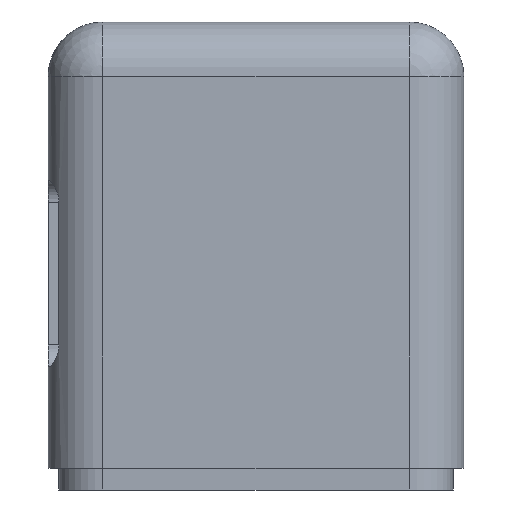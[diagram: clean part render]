
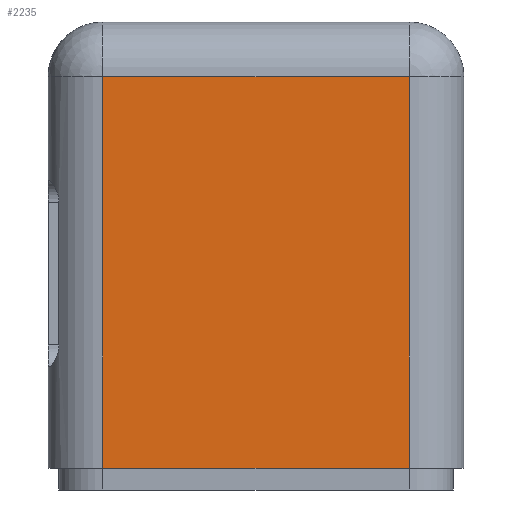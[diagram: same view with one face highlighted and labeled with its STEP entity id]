
A CAD part, front view. The second image highlights one B-rep face of the part: STEP entity #2235.
In plain terms, the highlighted planar face has unit normal (0, -1, 0).
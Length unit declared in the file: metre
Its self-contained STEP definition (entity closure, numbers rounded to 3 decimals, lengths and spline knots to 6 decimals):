
#397=ORIENTED_EDGE('',*,*,#956,.T.);
#398=ORIENTED_EDGE('',*,*,#997,.T.);
#399=ORIENTED_EDGE('',*,*,#999,.F.);
#400=ORIENTED_EDGE('',*,*,#1000,.T.);
#956=EDGE_CURVE('',#1266,#1267,#1452,.T.);
#997=EDGE_CURVE('',#1267,#1287,#1481,.F.);
#999=EDGE_CURVE('',#1288,#1287,#1483,.T.);
#1000=EDGE_CURVE('',#1288,#1266,#1484,.F.);
#1266=VERTEX_POINT('',#3409);
#1267=VERTEX_POINT('',#3413);
#1287=VERTEX_POINT('',#3499);
#1288=VERTEX_POINT('',#3504);
#1452=LINE('',#3414,#1691);
#1481=LINE('',#3500,#1720);
#1483=LINE('',#3503,#1722);
#1484=LINE('',#3505,#1723);
#1691=VECTOR('',#2732,1.);
#1720=VECTOR('',#2805,1.);
#1722=VECTOR('',#2809,1.);
#1723=VECTOR('',#2810,1.);
#1900=EDGE_LOOP('',(#397,#398,#399,#400));
#2032=FACE_BOUND('',#1900,.T.);
#2133=PLANE('',#2424);
#2235=ADVANCED_FACE('',(#2032),#2133,.T.);
#2424=AXIS2_PLACEMENT_3D('',#3502,#2807,#2808);
#2732=DIRECTION('',(-1.,0.,0.));
#2805=DIRECTION('',(0.,0.,1.));
#2807=DIRECTION('',(0.,-1.,0.));
#2808=DIRECTION('',(0.,0.,-1.));
#2809=DIRECTION('',(-1.,0.,0.));
#2810=DIRECTION('',(0.,0.,-1.));
#3409=CARTESIAN_POINT('',(0.007722,0.005611,0.049073));
#3413=CARTESIAN_POINT('',(-0.020278,0.005611,0.049073));
#3414=CARTESIAN_POINT('',(0.262818,0.005611,0.049073));
#3499=CARTESIAN_POINT('',(-0.020278,0.005611,0.013313));
#3500=CARTESIAN_POINT('',(-0.020278,0.005611,0.013313));
#3502=CARTESIAN_POINT('',(0.262818,0.005611,0.030762));
#3503=CARTESIAN_POINT('',(0.262818,0.005611,0.013313));
#3504=CARTESIAN_POINT('',(0.007722,0.005611,0.013313));
#3505=CARTESIAN_POINT('',(0.007722,0.005611,0.054073));
